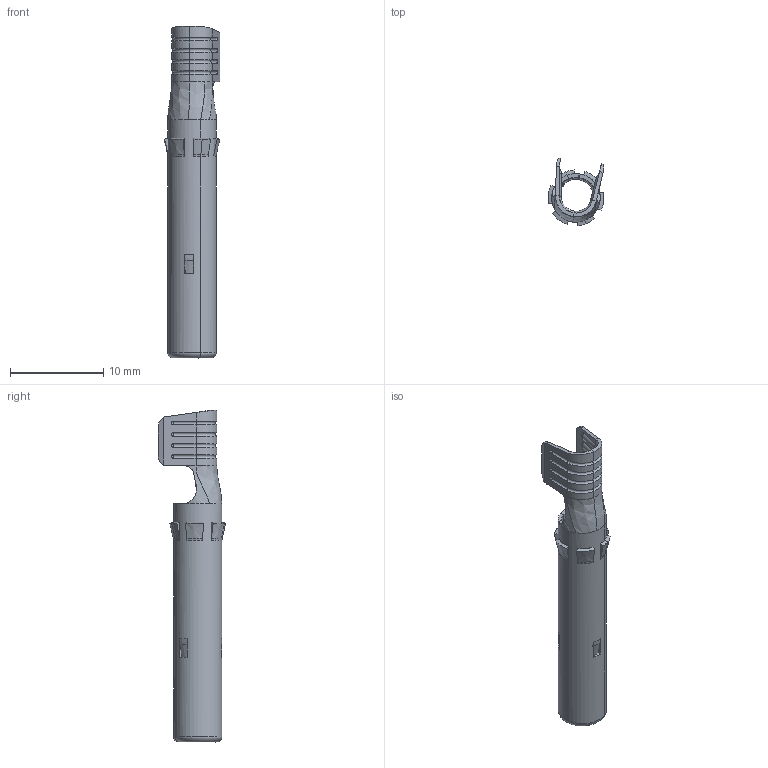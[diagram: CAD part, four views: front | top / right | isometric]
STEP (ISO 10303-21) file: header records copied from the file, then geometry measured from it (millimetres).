
FILE_DESCRIPTION(('CATIA V5 STEP Exchange','CAx-IF Rec.Pracs.--- Model Styling and Organization---1.5--- 2016-08-15','CAx-IF Rec.Pracs.---Supplemental Geometry---1.0---2011-11-01','CAx-IF Rec.Pracs.--- Composite Materials ---1.1---2010-07-15'),'2;1');
FILE_NAME ('015728-3_1', '2024-11-19T06:46:48+00:00', ('none'), ('Weidmueller'), 'CATIA Version 5-6 Release 2022 SP4 HF5', 'CATIA V5 STEP AP214 v3', 'none');
FILE_SCHEMA(('AUTOMOTIVE_DESIGN { 1 0 10303 214 1 1 1 1 }'));
Length unit declared in the file: millimetre
Products named in the file (1): 1530670000
Bounding box: 6 x 7.23 x 35.65 mm (x, y, z)
Volume: 198.2 mm3; surface area: 1079.6 mm2
Topology: 1 solids, 1 shells, 276 faces, 762 edges, 484 vertices
Faces by surface type: plane 90, bspline 58, cylinder 46, torus 38, cone 22, sphere 16, revolution 6
Entity records: 11095 total; most frequent: CARTESIAN_POINT 5236, ORIENTED_EDGE 1524, EDGE_CURVE 762, DIRECTION 686, VERTEX_POINT 484, AXIS2_PLACEMENT_3D 320, EDGE_LOOP 290, ADVANCED_FACE 276
